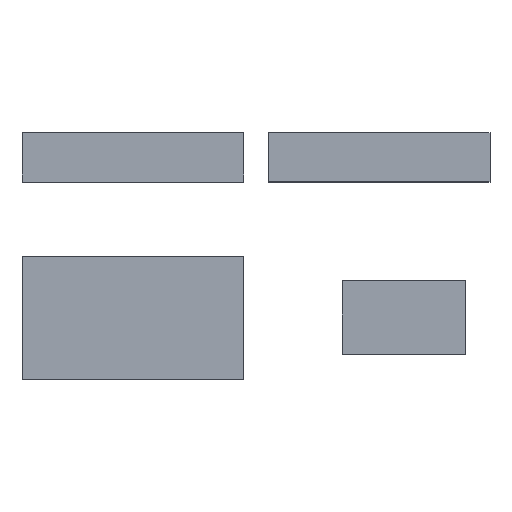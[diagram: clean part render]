
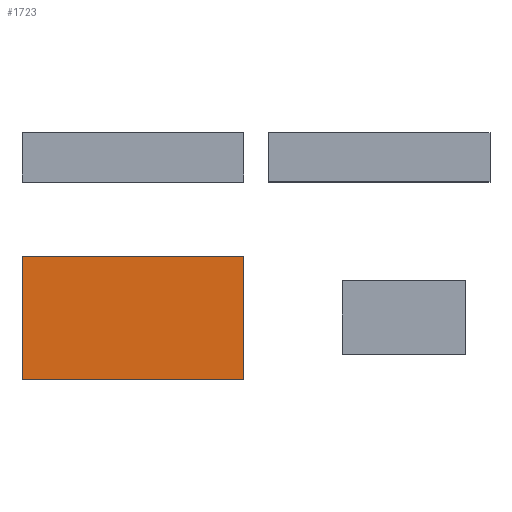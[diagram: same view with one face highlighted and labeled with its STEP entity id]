
A CAD part, top view. The second image highlights one B-rep face of the part: STEP entity #1723.
In plain terms, the highlighted free-form (B-spline) face has degree [1, 1] with [2, 2] control points.
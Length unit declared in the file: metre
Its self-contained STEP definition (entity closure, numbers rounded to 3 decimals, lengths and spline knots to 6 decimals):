
#271=CARTESIAN_POINT('',(1.,1.,2.));
#272=VERTEX_POINT('',#271);
#273=CARTESIAN_POINT('',(10.,1.,2.));
#274=VERTEX_POINT('',#273);
#275=CARTESIAN_POINT('',(1.,6.,2.));
#276=VERTEX_POINT('',#275);
#277=CARTESIAN_POINT('',(10.,6.,2.));
#278=VERTEX_POINT('',#277);
#346=CARTESIAN_POINT('',(1.,1.,2.));
#347=DIRECTION('',(1.,0.,0.));
#348=VECTOR('',#347,9.);
#349=LINE('',#346,#348);
#350=EDGE_CURVE('',#272,#274,#349,.T.);
#351=CARTESIAN_POINT('',(1.,6.,2.));
#352=DIRECTION('',(1.,0.,0.));
#353=VECTOR('',#352,9.);
#354=LINE('',#351,#353);
#355=EDGE_CURVE('',#276,#278,#354,.T.);
#356=CARTESIAN_POINT('',(1.,1.,2.));
#357=DIRECTION('',(0.,1.,0.));
#358=VECTOR('',#357,5.);
#359=LINE('',#356,#358);
#360=EDGE_CURVE('',#272,#276,#359,.T.);
#361=CARTESIAN_POINT('',(10.,1.,2.));
#362=DIRECTION('',(0.,1.,0.));
#363=VECTOR('',#362,5.);
#364=LINE('',#361,#363);
#365=EDGE_CURVE('',#274,#278,#364,.T.);
#1712=CARTESIAN_POINT('',(1.,1.,2.));
#1713=CARTESIAN_POINT('',(1.,6.,2.));
#1714=CARTESIAN_POINT('',(10.,1.,2.));
#1715=CARTESIAN_POINT('',(10.,6.,2.));
#1716=B_SPLINE_SURFACE_WITH_KNOTS('',1,1,((#1712,#1713),(#1714,#1715)),.UNSPECIFIED.,.F.,.F.,.U.,(2,2),(2,2),(0.,1.),(0.,1.),.UNSPECIFIED.);
#1717=ORIENTED_EDGE('',*,*,#350,.T.);
#1718=ORIENTED_EDGE('',*,*,#365,.T.);
#1719=ORIENTED_EDGE('',*,*,#355,.F.);
#1720=ORIENTED_EDGE('',*,*,#360,.F.);
#1721=EDGE_LOOP('',(#1717,#1718,#1719,#1720));
#1722=FACE_OUTER_BOUND('',#1721,.T.);
#1723=ADVANCED_FACE('',(#1722),#1716,.T.);
